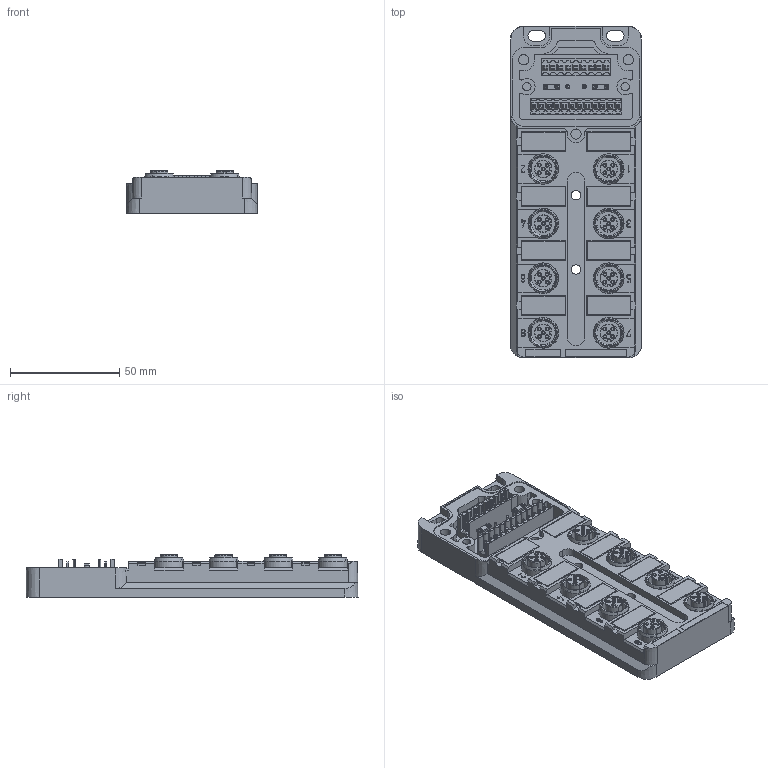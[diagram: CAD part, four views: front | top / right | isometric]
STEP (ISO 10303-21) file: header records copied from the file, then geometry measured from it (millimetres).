
FILE_DESCRIPTION(('CATIA V5 STEP Exchange','CAx-IF Rec.Pracs.--- Model Styling and Organization---1.4--- 2014-01-23'),'2;1');
FILE_NAME ('020200-3_1', '2020-02-24T07:26:11+00:00', ('none'), ('Weidmueller'), 'CATIA Version 5-6 Release 2016 SP3 HF44', 'CATIA V5 STEP AP214', 'none');
FILE_SCHEMA(('AUTOMOTIVE_DESIGN { 1 0 10303 214 1 1 1 1 }'));
Products named in the file (1): 1740191000
Bounding box: 60 x 152 x 19.5 mm (x, y, z)
Volume: 117601.7 mm3; surface area: 60206.8 mm2
Topology: 35 solids, 35 shells, 2657 faces, 6769 edges, 4336 vertices
Faces by surface type: plane 1305, cylinder 868, cone 392, torus 80, sphere 12
Entity records: 74403 total; most frequent: CARTESIAN_POINT 14745, ORIENTED_EDGE 13514, DIRECTION 9797, EDGE_CURVE 6757, VERTEX_POINT 4336, AXIS2_PLACEMENT_3D 4222, VECTOR 3785, LINE 3785
